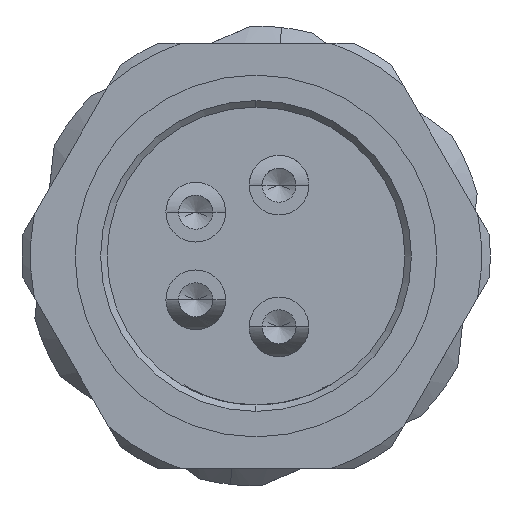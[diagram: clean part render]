
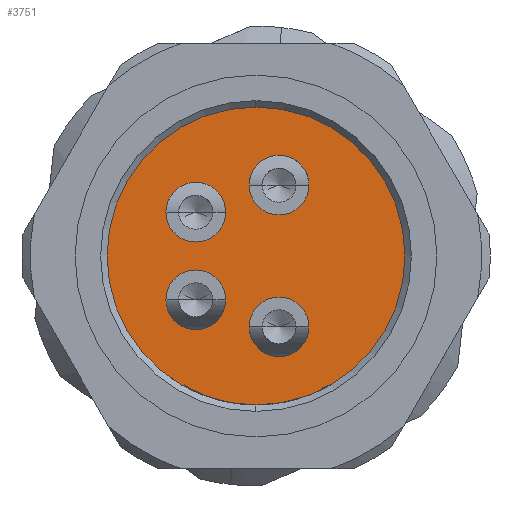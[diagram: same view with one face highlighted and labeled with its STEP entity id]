
A CAD part, left-side view. The second image highlights one B-rep face of the part: STEP entity #3751.
In plain terms, the highlighted planar face has unit normal (-1, 0, 0).
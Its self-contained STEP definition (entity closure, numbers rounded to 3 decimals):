
#659 = ORIENTED_EDGE ( 'NONE', *, *, #18427, .F. ) ;
#892 = EDGE_CURVE ( 'NONE', #15992, #22403, #24622, .T. ) ;
#1345 = CARTESIAN_POINT ( 'NONE',  ( -11.3, 1.416, 1.029 ) ) ;
#1889 = AXIS2_PLACEMENT_3D ( 'NONE', #26604, #31196, #3073 ) ;
#2112 = FACE_BOUND ( 'NONE', #24181, .T. ) ;
#2188 = EDGE_CURVE ( 'NONE', #12738, #16613, #13812, .T. ) ;
#2960 = CARTESIAN_POINT ( 'NONE',  ( -11.3, 1.416, 1.729 ) ) ;
#3073 = DIRECTION ( 'NONE',  ( 0., 0., 1. ) ) ;
#3431 = DIRECTION ( 'NONE',  ( -1., 0., 0. ) ) ;
#3448 = ORIENTED_EDGE ( 'NONE', *, *, #7859, .F. ) ;
#3558 = EDGE_CURVE ( 'NONE', #12022, #13053, #9043, .T. ) ;
#3751 = ADVANCED_FACE ( 'NONE', ( #27844, #25142, #4631, #2112, #12447 ), #22774, .F. ) ;
#4101 = ORIENTED_EDGE ( 'NONE', *, *, #2188, .F. ) ;
#4631 = FACE_BOUND ( 'NONE', #8058, .T. ) ;
#4762 = ORIENTED_EDGE ( 'NONE', *, *, #3558, .F. ) ;
#5464 = DIRECTION ( 'NONE',  ( 0., 0., 1. ) ) ;
#5569 = DIRECTION ( 'NONE',  ( 0., 0., 1. ) ) ;
#5636 = CIRCLE ( 'NONE', #1889, 0.7 ) ;
#6468 = DIRECTION ( 'NONE',  ( 0., 0., 1. ) ) ;
#7859 = EDGE_CURVE ( 'NONE', #13053, #12022, #22685, .T. ) ;
#7944 = AXIS2_PLACEMENT_3D ( 'NONE', #29003, #32051, #6468 ) ;
#8022 = EDGE_CURVE ( 'NONE', #24373, #10483, #24308, .T. ) ;
#8058 = EDGE_LOOP ( 'NONE', ( #29242, #22401 ) ) ;
#9043 = CIRCLE ( 'NONE', #7944, 0.7 ) ;
#9281 = AXIS2_PLACEMENT_3D ( 'NONE', #23357, #21149, #31319 ) ;
#9756 = CARTESIAN_POINT ( 'NONE',  ( -11.3, -0.541, -2.364 ) ) ;
#9942 = AXIS2_PLACEMENT_3D ( 'NONE', #29260, #16237, #21307 ) ;
#10483 = VERTEX_POINT ( 'NONE', #11661 ) ;
#10553 = DIRECTION ( 'NONE',  ( -1., 0., 0. ) ) ;
#10718 = DIRECTION ( 'NONE',  ( 1., 0., 0. ) ) ;
#11176 = CARTESIAN_POINT ( 'NONE',  ( -11.3, -0.541, -1.664 ) ) ;
#11315 = AXIS2_PLACEMENT_3D ( 'NONE', #17050, #27368, #14675 ) ;
#11661 = CARTESIAN_POINT ( 'NONE',  ( -11.3, 0., -3.5 ) ) ;
#12022 = VERTEX_POINT ( 'NONE', #16829 ) ;
#12447 = FACE_OUTER_BOUND ( 'NONE', #19855, .T. ) ;
#12738 = VERTEX_POINT ( 'NONE', #28404 ) ;
#13053 = VERTEX_POINT ( 'NONE', #13496 ) ;
#13099 = DIRECTION ( 'NONE',  ( 0., 0., -1. ) ) ;
#13397 = EDGE_LOOP ( 'NONE', ( #24812, #14419 ) ) ;
#13496 = CARTESIAN_POINT ( 'NONE',  ( -11.3, -0.541, 0.964 ) ) ;
#13812 = CIRCLE ( 'NONE', #32744, 0.7 ) ;
#14030 = AXIS2_PLACEMENT_3D ( 'NONE', #19923, #30410, #25328 ) ;
#14419 = ORIENTED_EDGE ( 'NONE', *, *, #892, .F. ) ;
#14675 = DIRECTION ( 'NONE',  ( 0., 0., 1. ) ) ;
#14822 = CARTESIAN_POINT ( 'NONE',  ( -11.3, 1.416, -1.729 ) ) ;
#14879 = DIRECTION ( 'NONE',  ( -1., 0., 0. ) ) ;
#15621 = EDGE_CURVE ( 'NONE', #21903, #28015, #29666, .T. ) ;
#15923 = DIRECTION ( 'NONE',  ( -1., 0., 0. ) ) ;
#15992 = VERTEX_POINT ( 'NONE', #22344 ) ;
#16237 = DIRECTION ( 'NONE',  ( -1., 0., 0. ) ) ;
#16613 = VERTEX_POINT ( 'NONE', #14822 ) ;
#16829 = CARTESIAN_POINT ( 'NONE',  ( -11.3, -0.541, 2.364 ) ) ;
#17050 = CARTESIAN_POINT ( 'NONE',  ( -11.3, -0.541, 1.664 ) ) ;
#17081 = DIRECTION ( 'NONE',  ( 0., 0., 1. ) ) ;
#18427 = EDGE_CURVE ( 'NONE', #16613, #12738, #23880, .T. ) ;
#18449 = CARTESIAN_POINT ( 'NONE',  ( -11.3, 0., 3.5 ) ) ;
#18477 = CARTESIAN_POINT ( 'NONE',  ( -11.3, -0.541, -0.964 ) ) ;
#19855 = EDGE_LOOP ( 'NONE', ( #21800, #28335 ) ) ;
#19923 = CARTESIAN_POINT ( 'NONE',  ( -11.3, 0., 0. ) ) ;
#21149 = DIRECTION ( 'NONE',  ( -1., 0., 0. ) ) ;
#21307 = DIRECTION ( 'NONE',  ( 0., 0., 1. ) ) ;
#21721 = CARTESIAN_POINT ( 'NONE',  ( -11.3, 1.416, 1.029 ) ) ;
#21800 = ORIENTED_EDGE ( 'NONE', *, *, #8022, .T. ) ;
#21850 = CIRCLE ( 'NONE', #9942, 3.5 ) ;
#21903 = VERTEX_POINT ( 'NONE', #9756 ) ;
#22344 = CARTESIAN_POINT ( 'NONE',  ( -11.3, 1.416, 0.329 ) ) ;
#22401 = ORIENTED_EDGE ( 'NONE', *, *, #15621, .F. ) ;
#22403 = VERTEX_POINT ( 'NONE', #2960 ) ;
#22685 = CIRCLE ( 'NONE', #11315, 0.7 ) ;
#22774 = PLANE ( 'NONE',  #33380 ) ;
#23357 = CARTESIAN_POINT ( 'NONE',  ( -11.3, 1.416, -1.029 ) ) ;
#23602 = CARTESIAN_POINT ( 'NONE',  ( -11.3, 3.5, 0. ) ) ;
#23880 = CIRCLE ( 'NONE', #9281, 0.7 ) ;
#24181 = EDGE_LOOP ( 'NONE', ( #4101, #659 ) ) ;
#24308 = CIRCLE ( 'NONE', #14030, 3.5 ) ;
#24373 = VERTEX_POINT ( 'NONE', #18449 ) ;
#24622 = CIRCLE ( 'NONE', #30031, 0.7 ) ;
#24812 = ORIENTED_EDGE ( 'NONE', *, *, #25317, .F. ) ;
#25142 = FACE_BOUND ( 'NONE', #13397, .T. ) ;
#25317 = EDGE_CURVE ( 'NONE', #22403, #15992, #31499, .T. ) ;
#25328 = DIRECTION ( 'NONE',  ( 0., 0., 1. ) ) ;
#26604 = CARTESIAN_POINT ( 'NONE',  ( -11.3, -0.541, -1.664 ) ) ;
#26954 = AXIS2_PLACEMENT_3D ( 'NONE', #11176, #15923, #5569 ) ;
#27368 = DIRECTION ( 'NONE',  ( -1., 0., 0. ) ) ;
#27830 = EDGE_LOOP ( 'NONE', ( #4762, #3448 ) ) ;
#27844 = FACE_BOUND ( 'NONE', #27830, .T. ) ;
#28015 = VERTEX_POINT ( 'NONE', #18477 ) ;
#28335 = ORIENTED_EDGE ( 'NONE', *, *, #32064, .T. ) ;
#28404 = CARTESIAN_POINT ( 'NONE',  ( -11.3, 1.416, -0.329 ) ) ;
#28844 = CARTESIAN_POINT ( 'NONE',  ( -11.3, 1.416, -1.029 ) ) ;
#29003 = CARTESIAN_POINT ( 'NONE',  ( -11.3, -0.541, 1.664 ) ) ;
#29242 = ORIENTED_EDGE ( 'NONE', *, *, #29473, .F. ) ;
#29260 = CARTESIAN_POINT ( 'NONE',  ( -11.3, 0., 0. ) ) ;
#29473 = EDGE_CURVE ( 'NONE', #28015, #21903, #5636, .T. ) ;
#29666 = CIRCLE ( 'NONE', #26954, 0.7 ) ;
#29879 = AXIS2_PLACEMENT_3D ( 'NONE', #1345, #14879, #17081 ) ;
#30031 = AXIS2_PLACEMENT_3D ( 'NONE', #21721, #3431, #32047 ) ;
#30410 = DIRECTION ( 'NONE',  ( -1., 0., 0. ) ) ;
#31196 = DIRECTION ( 'NONE',  ( -1., 0., 0. ) ) ;
#31319 = DIRECTION ( 'NONE',  ( 0., 0., 1. ) ) ;
#31499 = CIRCLE ( 'NONE', #29879, 0.7 ) ;
#32047 = DIRECTION ( 'NONE',  ( 0., 0., 1. ) ) ;
#32051 = DIRECTION ( 'NONE',  ( -1., 0., 0. ) ) ;
#32064 = EDGE_CURVE ( 'NONE', #10483, #24373, #21850, .T. ) ;
#32744 = AXIS2_PLACEMENT_3D ( 'NONE', #28844, #10553, #5464 ) ;
#33380 = AXIS2_PLACEMENT_3D ( 'NONE', #23602, #10718, #13099 ) ;
